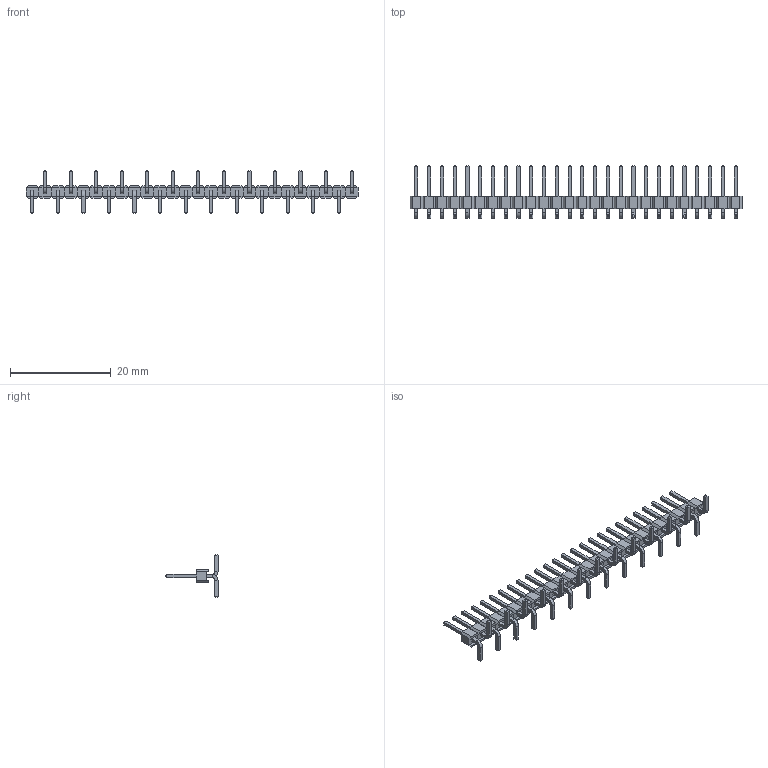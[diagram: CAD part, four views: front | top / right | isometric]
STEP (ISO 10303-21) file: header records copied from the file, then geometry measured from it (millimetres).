
FILE_DESCRIPTION (( 'STEP AP214' ), '1' );
FILE_NAME ('PLS-26SMD.STEP', '2019-07-03T10:31:47', ( '' ), ( '' ), 'SwSTEP 2.0', 'SolidWorks 2018', '' );
FILE_SCHEMA (( 'AUTOMOTIVE_DESIGN' ));
Length unit declared in the file: millimetre
Products named in the file (2): PLS_SMD; PLS-26SMD
Assembly tree (26 placements, depth 2):
  PLS-26SMD
    PLS_SMD  x26
Bounding box: 66.04 x 10.36 x 8.54 mm (x, y, z)
Volume: 468.2 mm3; surface area: 1727.8 mm2
Topology: 26 solids, 26 shells, 1040 faces, 2288 edges, 1352 vertices
Faces by surface type: plane 988, cylinder 52
Entity records: 1762 total; most frequent: DIRECTION 230, CARTESIAN_POINT 209, ORIENTED_EDGE 176, EDGE_CURVE 88, VECTOR 84, LINE 84, AXIS2_PLACEMENT_3D 73, VERTEX_POINT 52
